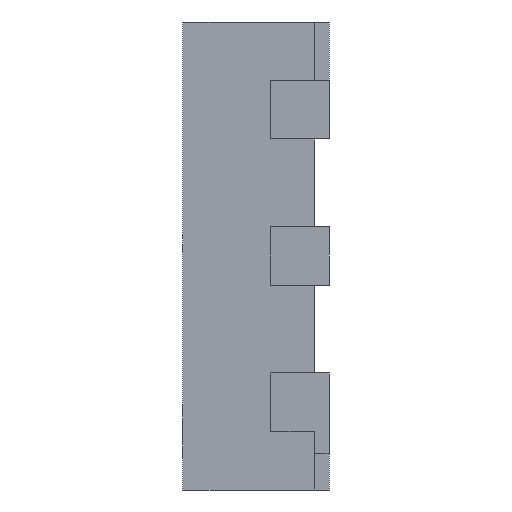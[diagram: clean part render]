
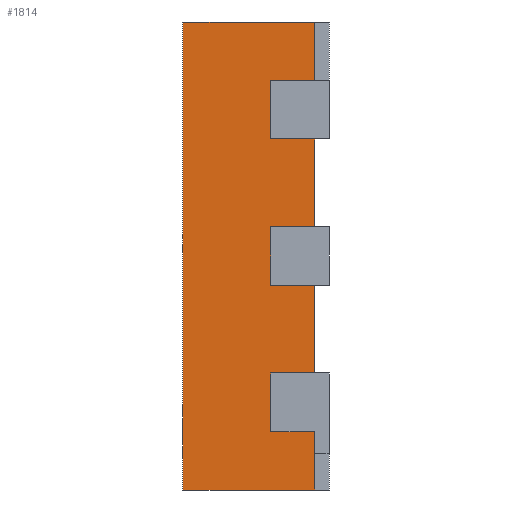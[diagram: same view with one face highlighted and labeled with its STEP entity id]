
A CAD part, left-side view. The second image highlights one B-rep face of the part: STEP entity #1814.
In plain terms, the highlighted planar face has unit normal (-1, 0, 0).
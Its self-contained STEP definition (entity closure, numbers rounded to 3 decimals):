
#3 = DIRECTION ( 'NONE',  ( 0., 0., 1. ) ) ;
#10 = CARTESIAN_POINT ( 'NONE',  ( -0.8, 0.05, 0.8 ) ) ;
#17 = VECTOR ( 'NONE', #546, 1000. ) ;
#34 = VECTOR ( 'NONE', #2033, 1000. ) ;
#100 = EDGE_CURVE ( 'NONE', #2281, #4388, #5125, .T. ) ;
#122 = VERTEX_POINT ( 'NONE', #3596 ) ;
#132 = DIRECTION ( 'NONE',  ( 0., -1., 0. ) ) ;
#207 = EDGE_CURVE ( 'NONE', #4790, #122, #2306, .T. ) ;
#215 = CARTESIAN_POINT ( 'NONE',  ( -0.8, 0.05, 0.8 ) ) ;
#225 = CARTESIAN_POINT ( 'NONE',  ( -0.8, 0.2, 0.1 ) ) ;
#333 = DIRECTION ( 'NONE',  ( 0., -1., 0. ) ) ;
#335 = VECTOR ( 'NONE', #132, 1000. ) ;
#379 = CARTESIAN_POINT ( 'NONE',  ( -0.8, 0.2, 0.4 ) ) ;
#462 = ORIENTED_EDGE ( 'NONE', *, *, #3083, .T. ) ;
#546 = DIRECTION ( 'NONE',  ( 0., 0., 1. ) ) ;
#572 = CARTESIAN_POINT ( 'NONE',  ( -0.8, 0.5, 0.8 ) ) ;
#584 = LINE ( 'NONE', #5589, #5138 ) ;
#704 = EDGE_CURVE ( 'NONE', #4110, #4074, #2785, .T. ) ;
#718 = LINE ( 'NONE', #225, #34 ) ;
#723 = VECTOR ( 'NONE', #2925, 1000. ) ;
#746 = CARTESIAN_POINT ( 'NONE',  ( -0.8, 0.05, -0.1 ) ) ;
#807 = VECTOR ( 'NONE', #1118, 1000. ) ;
#987 = LINE ( 'NONE', #1210, #2075 ) ;
#1011 = LINE ( 'NONE', #5189, #2439 ) ;
#1041 = CARTESIAN_POINT ( 'NONE',  ( -0.8, 0.05, 0.8 ) ) ;
#1118 = DIRECTION ( 'NONE',  ( 0., -1., 0. ) ) ;
#1197 = LINE ( 'NONE', #5555, #723 ) ;
#1210 = CARTESIAN_POINT ( 'NONE',  ( -0.8, 0.05, 0.8 ) ) ;
#1325 = LINE ( 'NONE', #3680, #807 ) ;
#1354 = PLANE ( 'NONE',  #2942 ) ;
#1398 = ORIENTED_EDGE ( 'NONE', *, *, #704, .T. ) ;
#1459 = VERTEX_POINT ( 'NONE', #2884 ) ;
#1465 = LINE ( 'NONE', #5170, #4831 ) ;
#1585 = CARTESIAN_POINT ( 'NONE',  ( -0.8, 0.5, 0.8 ) ) ;
#1682 = ORIENTED_EDGE ( 'NONE', *, *, #4592, .F. ) ;
#1725 = CARTESIAN_POINT ( 'NONE',  ( -0.8, 0.05, -0.4 ) ) ;
#1748 = EDGE_CURVE ( 'NONE', #2201, #5383, #3090, .T. ) ;
#1759 = ORIENTED_EDGE ( 'NONE', *, *, #2662, .F. ) ;
#1814 = ADVANCED_FACE ( 'NONE', ( #5284 ), #1354, .F. ) ;
#1825 = DIRECTION ( 'NONE',  ( 1., 0., 0. ) ) ;
#1954 = LINE ( 'NONE', #3585, #5438 ) ;
#1972 = DIRECTION ( 'NONE',  ( 0., -1., 0. ) ) ;
#1973 = VERTEX_POINT ( 'NONE', #379 ) ;
#2022 = CARTESIAN_POINT ( 'NONE',  ( -0.8, 0.2, -0.1 ) ) ;
#2033 = DIRECTION ( 'NONE',  ( 0., -1., 0. ) ) ;
#2075 = VECTOR ( 'NONE', #2962, 1000. ) ;
#2080 = EDGE_CURVE ( 'NONE', #1459, #4182, #2276, .T. ) ;
#2151 = ORIENTED_EDGE ( 'NONE', *, *, #3951, .T. ) ;
#2159 = DIRECTION ( 'NONE',  ( 0., 0., 1. ) ) ;
#2201 = VERTEX_POINT ( 'NONE', #4507 ) ;
#2216 = ORIENTED_EDGE ( 'NONE', *, *, #100, .T. ) ;
#2234 = ORIENTED_EDGE ( 'NONE', *, *, #207, .T. ) ;
#2276 = LINE ( 'NONE', #3984, #3301 ) ;
#2281 = VERTEX_POINT ( 'NONE', #4539 ) ;
#2306 = LINE ( 'NONE', #5312, #17 ) ;
#2326 = LINE ( 'NONE', #5121, #3286 ) ;
#2439 = VECTOR ( 'NONE', #2159, 1000. ) ;
#2546 = DIRECTION ( 'NONE',  ( 0., -1., 0. ) ) ;
#2611 = EDGE_CURVE ( 'NONE', #2998, #2990, #1465, .T. ) ;
#2615 = ORIENTED_EDGE ( 'NONE', *, *, #3195, .T. ) ;
#2633 = ORIENTED_EDGE ( 'NONE', *, *, #2611, .F. ) ;
#2637 = EDGE_CURVE ( 'NONE', #2998, #1459, #1011, .T. ) ;
#2662 = EDGE_CURVE ( 'NONE', #5383, #4388, #1954, .T. ) ;
#2720 = CARTESIAN_POINT ( 'NONE',  ( -0.8, 0.05, -0.6 ) ) ;
#2728 = CARTESIAN_POINT ( 'NONE',  ( -0.8, 0.2, 0.6 ) ) ;
#2760 = ORIENTED_EDGE ( 'NONE', *, *, #3808, .T. ) ;
#2764 = EDGE_CURVE ( 'NONE', #4445, #2281, #2771, .T. ) ;
#2771 = LINE ( 'NONE', #2728, #335 ) ;
#2785 = LINE ( 'NONE', #4420, #3456 ) ;
#2846 = DIRECTION ( 'NONE',  ( 0., 0., 1. ) ) ;
#2884 = CARTESIAN_POINT ( 'NONE',  ( -0.8, 0.2, -0.4 ) ) ;
#2916 = CARTESIAN_POINT ( 'NONE',  ( -0.8, 0.05, -0.8 ) ) ;
#2925 = DIRECTION ( 'NONE',  ( 0., 0., 1. ) ) ;
#2942 = AXIS2_PLACEMENT_3D ( 'NONE', #572, #1825, #3556 ) ;
#2962 = DIRECTION ( 'NONE',  ( 0., 0., 1. ) ) ;
#2990 = VERTEX_POINT ( 'NONE', #2720 ) ;
#2998 = VERTEX_POINT ( 'NONE', #3148 ) ;
#3048 = ORIENTED_EDGE ( 'NONE', *, *, #3935, .F. ) ;
#3049 = DIRECTION ( 'NONE',  ( 0., -1., 0. ) ) ;
#3079 = CARTESIAN_POINT ( 'NONE',  ( -0.8, 0.05, 0.1 ) ) ;
#3083 = EDGE_CURVE ( 'NONE', #2201, #5084, #1325, .T. ) ;
#3090 = LINE ( 'NONE', #4805, #5357 ) ;
#3109 = DIRECTION ( 'NONE',  ( 0., 0., 1. ) ) ;
#3148 = CARTESIAN_POINT ( 'NONE',  ( -0.8, 0.2, -0.6 ) ) ;
#3195 = EDGE_CURVE ( 'NONE', #1973, #4445, #1197, .T. ) ;
#3251 = VERTEX_POINT ( 'NONE', #746 ) ;
#3286 = VECTOR ( 'NONE', #333, 1000. ) ;
#3301 = VECTOR ( 'NONE', #3049, 1000. ) ;
#3341 = ORIENTED_EDGE ( 'NONE', *, *, #5215, .T. ) ;
#3456 = VECTOR ( 'NONE', #3, 1000. ) ;
#3556 = DIRECTION ( 'NONE',  ( 0., 0., -1. ) ) ;
#3585 = CARTESIAN_POINT ( 'NONE',  ( -0.8, 0.5, 0.8 ) ) ;
#3596 = CARTESIAN_POINT ( 'NONE',  ( -0.8, 0.05, 0.4 ) ) ;
#3626 = DIRECTION ( 'NONE',  ( 0., -1., 0. ) ) ;
#3680 = CARTESIAN_POINT ( 'NONE',  ( -0.8, 0.5, -0.8 ) ) ;
#3794 = ORIENTED_EDGE ( 'NONE', *, *, #1748, .F. ) ;
#3808 = EDGE_CURVE ( 'NONE', #4074, #4790, #718, .T. ) ;
#3935 = EDGE_CURVE ( 'NONE', #1973, #122, #584, .T. ) ;
#3951 = EDGE_CURVE ( 'NONE', #4182, #3251, #987, .T. ) ;
#3984 = CARTESIAN_POINT ( 'NONE',  ( -0.8, 0.2, -0.4 ) ) ;
#4074 = VERTEX_POINT ( 'NONE', #4114 ) ;
#4110 = VERTEX_POINT ( 'NONE', #2022 ) ;
#4114 = CARTESIAN_POINT ( 'NONE',  ( -0.8, 0.2, 0.1 ) ) ;
#4166 = VECTOR ( 'NONE', #5191, 1000. ) ;
#4182 = VERTEX_POINT ( 'NONE', #1725 ) ;
#4265 = LINE ( 'NONE', #215, #4331 ) ;
#4331 = VECTOR ( 'NONE', #2846, 1000. ) ;
#4388 = VERTEX_POINT ( 'NONE', #1041 ) ;
#4420 = CARTESIAN_POINT ( 'NONE',  ( -0.8, 0.2, -0.1 ) ) ;
#4445 = VERTEX_POINT ( 'NONE', #4657 ) ;
#4507 = CARTESIAN_POINT ( 'NONE',  ( -0.8, 0.5, -0.8 ) ) ;
#4539 = CARTESIAN_POINT ( 'NONE',  ( -0.8, 0.05, 0.6 ) ) ;
#4592 = EDGE_CURVE ( 'NONE', #4110, #3251, #2326, .T. ) ;
#4657 = CARTESIAN_POINT ( 'NONE',  ( -0.8, 0.2, 0.6 ) ) ;
#4790 = VERTEX_POINT ( 'NONE', #3079 ) ;
#4805 = CARTESIAN_POINT ( 'NONE',  ( -0.8, 0.5, 0.8 ) ) ;
#4831 = VECTOR ( 'NONE', #2546, 1000. ) ;
#5084 = VERTEX_POINT ( 'NONE', #2916 ) ;
#5121 = CARTESIAN_POINT ( 'NONE',  ( -0.8, 0.2, -0.1 ) ) ;
#5125 = LINE ( 'NONE', #10, #4166 ) ;
#5138 = VECTOR ( 'NONE', #1972, 1000. ) ;
#5170 = CARTESIAN_POINT ( 'NONE',  ( -0.8, 0.2, -0.6 ) ) ;
#5189 = CARTESIAN_POINT ( 'NONE',  ( -0.8, 0.2, -0.6 ) ) ;
#5191 = DIRECTION ( 'NONE',  ( 0., 0., 1. ) ) ;
#5215 = EDGE_CURVE ( 'NONE', #5084, #2990, #4265, .T. ) ;
#5284 = FACE_OUTER_BOUND ( 'NONE', #5531, .T. ) ;
#5296 = ORIENTED_EDGE ( 'NONE', *, *, #2080, .T. ) ;
#5312 = CARTESIAN_POINT ( 'NONE',  ( -0.8, 0.05, 0.8 ) ) ;
#5357 = VECTOR ( 'NONE', #3109, 1000. ) ;
#5359 = ORIENTED_EDGE ( 'NONE', *, *, #2764, .T. ) ;
#5383 = VERTEX_POINT ( 'NONE', #1585 ) ;
#5423 = ORIENTED_EDGE ( 'NONE', *, *, #2637, .T. ) ;
#5438 = VECTOR ( 'NONE', #3626, 1000. ) ;
#5531 = EDGE_LOOP ( 'NONE', ( #2760, #2234, #3048, #2615, #5359, #2216, #1759, #3794, #462, #3341, #2633, #5423, #5296, #2151, #1682, #1398 ) ) ;
#5555 = CARTESIAN_POINT ( 'NONE',  ( -0.8, 0.2, 0.4 ) ) ;
#5589 = CARTESIAN_POINT ( 'NONE',  ( -0.8, 0.2, 0.4 ) ) ;
